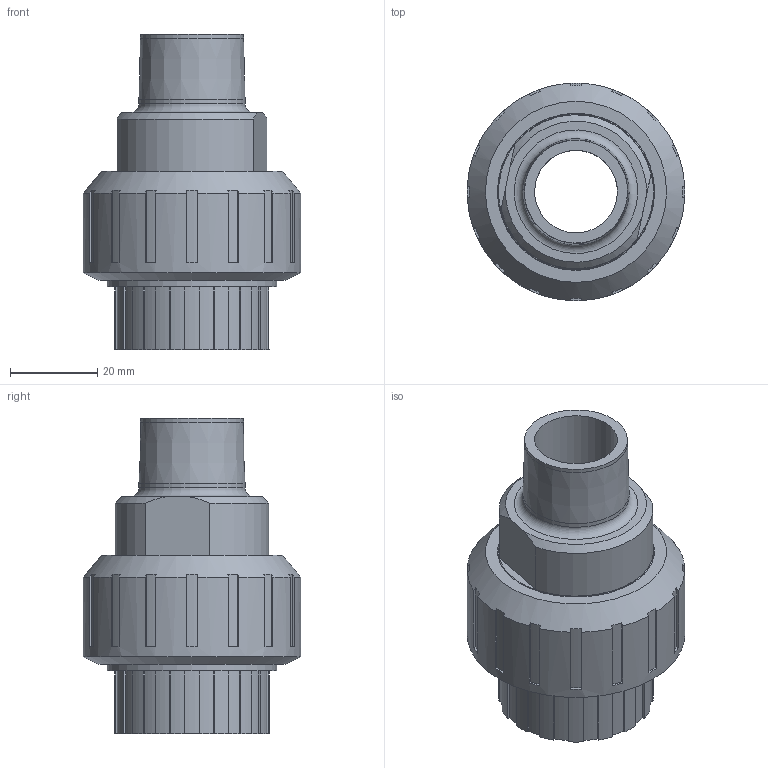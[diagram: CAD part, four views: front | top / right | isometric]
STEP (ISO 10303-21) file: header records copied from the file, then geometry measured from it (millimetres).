
FILE_DESCRIPTION(/* description */ ('Union Bush for EFV, F/BIV, d = 25 mm'),/* implementation_level */ '2;1');
FILE_NAME(/* name */ 'BIROV025034E.iam.stp',/* time_stamp */ '2013-10-01T14:59:30+02:00',/* author */ ('TraceParts'),/* organization */ ('TraceParts S.A.'),/* preprocessor_version */ 'ST-DEVELOPER v15.2',/* originating_system */ 'Autodesk Inventor 2014',/* authorisation */ '');
FILE_SCHEMA (('AUTOMOTIVE_DESIGN { 1 0 10303 214 3 1 1 }'));
Length unit declared in the file: millimetre
Products named in the file (4): FBIV025; QBRO034; EFV114; BIROV025034E
Bounding box: 50 x 50 x 72.5 mm (x, y, z)
Volume: 57023.5 mm3; surface area: 25024.4 mm2
Topology: 3 solids, 3 shells, 173 faces, 467 edges, 308 vertices
Faces by surface type: plane 96, cylinder 65, cone 9, torus 3
Full cylindrical faces by diameter (mm): 19 x1, 23 x1, 23.676 x1, 24.4 x1, 25 x1, 25.8 x1, 34.5 x1, 36 x1, 36.1 x1, 38.8 x1, 38.952 x2, 41.91 x1, 42.9 x1, 50 x1
Entity records: 5389 total; most frequent: CARTESIAN_POINT 994, DIRECTION 932, ORIENTED_EDGE 876, EDGE_CURVE 438, AXIS2_PLACEMENT_3D 350, VERTEX_POINT 304, LINE 232, VECTOR 232
